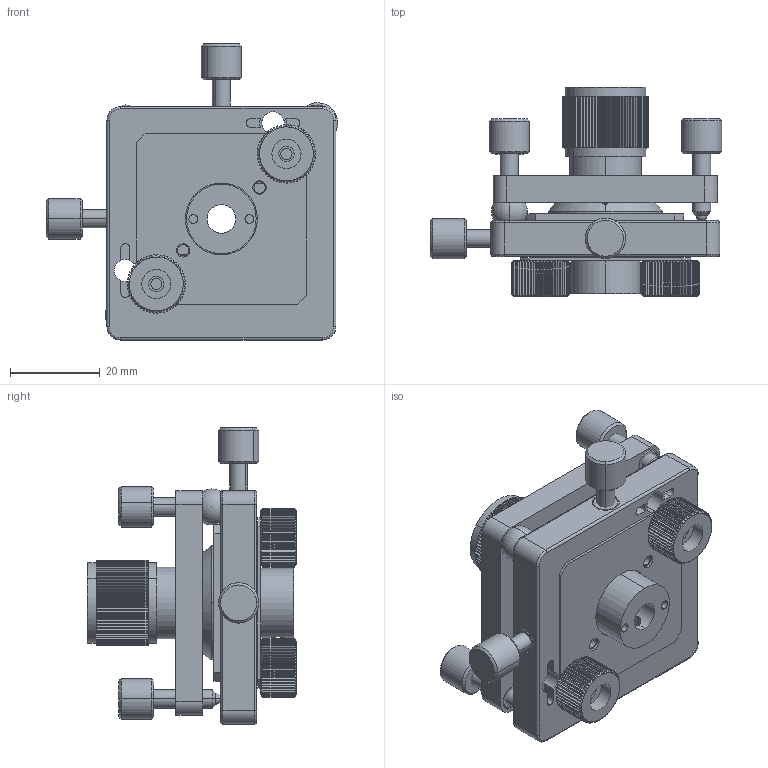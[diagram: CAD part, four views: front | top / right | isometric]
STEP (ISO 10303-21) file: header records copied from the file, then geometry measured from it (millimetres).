
FILE_DESCRIPTION (( 'STEP AP203' ), '1' );
FILE_NAME ('06PFC-2.STEP', '2016-05-11T03:01:57', ( '' ), ( '' ), 'SwSTEP 2.0', 'SolidWorks 2016', '' );
FILE_SCHEMA (( 'CONFIG_CONTROL_DESIGN' ));
Length unit declared in the file: millimetre
Products named in the file (1): 06PFC-2
Bounding box: 64.9 x 46.6 x 66 mm (x, y, z)
Volume: 40879.4 mm3; surface area: 36808.4 mm2
Topology: 24 solids, 24 shells, 1370 faces, 3534 edges, 2214 vertices
Faces by surface type: plane 689, cylinder 389, cone 272, sphere 12, torus 8
Entity records: 42135 total; most frequent: CARTESIAN_POINT 8633, DIRECTION 7018, ORIENTED_EDGE 7010, EDGE_CURVE 3505, AXIS2_PLACEMENT_3D 2588, VERTEX_POINT 2203, LINE 1842, VECTOR 1842
